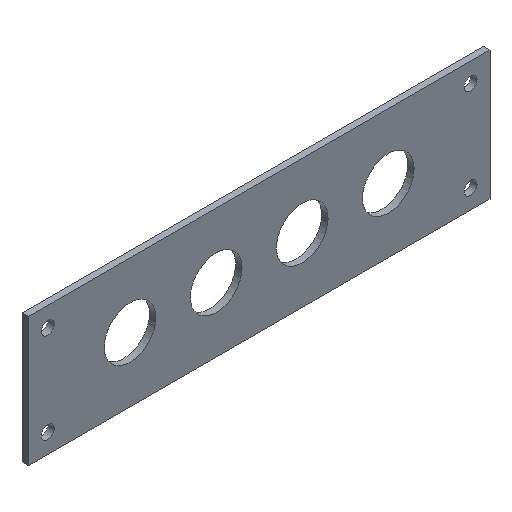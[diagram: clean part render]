
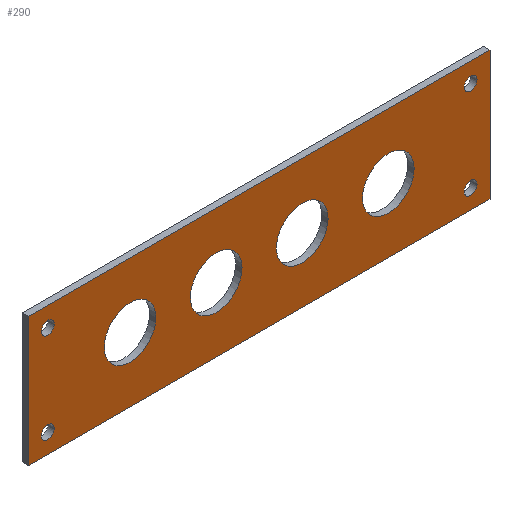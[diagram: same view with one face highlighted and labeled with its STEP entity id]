
A CAD part, isometric view. The second image highlights one B-rep face of the part: STEP entity #290.
In plain terms, the highlighted planar face has unit normal (0, -1, 0).
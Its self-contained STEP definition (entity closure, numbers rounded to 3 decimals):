
#23=FACE_BOUND('',#73,.T.);
#24=FACE_BOUND('',#74,.T.);
#25=FACE_BOUND('',#75,.T.);
#26=FACE_BOUND('',#76,.T.);
#27=FACE_BOUND('',#77,.T.);
#28=FACE_BOUND('',#78,.T.);
#29=FACE_BOUND('',#79,.T.);
#30=FACE_BOUND('',#80,.T.);
#36=PLANE('',#334);
#50=FACE_OUTER_BOUND('',#72,.T.);
#72=EDGE_LOOP('',(#257,#258,#259,#260));
#73=EDGE_LOOP('',(#261));
#74=EDGE_LOOP('',(#262));
#75=EDGE_LOOP('',(#263));
#76=EDGE_LOOP('',(#264));
#77=EDGE_LOOP('',(#265));
#78=EDGE_LOOP('',(#266));
#79=EDGE_LOOP('',(#267));
#80=EDGE_LOOP('',(#268));
#89=LINE('',#469,#109);
#93=LINE('',#477,#113);
#96=LINE('',#483,#116);
#99=LINE('',#488,#119);
#109=VECTOR('',#395,10.);
#113=VECTOR('',#401,10.);
#116=VECTOR('',#406,10.);
#119=VECTOR('',#411,10.);
#122=CIRCLE('',#307,2.);
#124=CIRCLE('',#310,2.);
#126=CIRCLE('',#313,2.);
#128=CIRCLE('',#316,8.);
#130=CIRCLE('',#319,8.);
#132=CIRCLE('',#322,2.);
#134=CIRCLE('',#325,8.);
#136=CIRCLE('',#328,8.);
#138=VERTEX_POINT('',#421);
#140=VERTEX_POINT('',#427);
#142=VERTEX_POINT('',#433);
#144=VERTEX_POINT('',#439);
#146=VERTEX_POINT('',#445);
#148=VERTEX_POINT('',#451);
#150=VERTEX_POINT('',#457);
#152=VERTEX_POINT('',#463);
#153=VERTEX_POINT('',#467);
#154=VERTEX_POINT('',#468);
#157=VERTEX_POINT('',#476);
#159=VERTEX_POINT('',#482);
#163=EDGE_CURVE('',#138,#138,#122,.T.);
#166=EDGE_CURVE('',#140,#140,#124,.T.);
#169=EDGE_CURVE('',#142,#142,#126,.T.);
#172=EDGE_CURVE('',#144,#144,#128,.T.);
#175=EDGE_CURVE('',#146,#146,#130,.T.);
#178=EDGE_CURVE('',#148,#148,#132,.T.);
#181=EDGE_CURVE('',#150,#150,#134,.T.);
#184=EDGE_CURVE('',#152,#152,#136,.T.);
#185=EDGE_CURVE('',#153,#154,#89,.T.);
#189=EDGE_CURVE('',#154,#157,#93,.T.);
#192=EDGE_CURVE('',#157,#159,#96,.T.);
#195=EDGE_CURVE('',#159,#153,#99,.T.);
#257=ORIENTED_EDGE('',*,*,#195,.T.);
#258=ORIENTED_EDGE('',*,*,#185,.T.);
#259=ORIENTED_EDGE('',*,*,#189,.T.);
#260=ORIENTED_EDGE('',*,*,#192,.T.);
#261=ORIENTED_EDGE('',*,*,#184,.F.);
#262=ORIENTED_EDGE('',*,*,#181,.F.);
#263=ORIENTED_EDGE('',*,*,#178,.F.);
#264=ORIENTED_EDGE('',*,*,#175,.F.);
#265=ORIENTED_EDGE('',*,*,#172,.F.);
#266=ORIENTED_EDGE('',*,*,#169,.F.);
#267=ORIENTED_EDGE('',*,*,#166,.F.);
#268=ORIENTED_EDGE('',*,*,#163,.F.);
#290=ADVANCED_FACE('',(#50,#23,#24,#25,#26,#27,#28,#29,#30),#36,.F.);
#307=AXIS2_PLACEMENT_3D('',#423,#342,#343);
#310=AXIS2_PLACEMENT_3D('',#429,#349,#350);
#313=AXIS2_PLACEMENT_3D('',#435,#356,#357);
#316=AXIS2_PLACEMENT_3D('',#441,#363,#364);
#319=AXIS2_PLACEMENT_3D('',#447,#370,#371);
#322=AXIS2_PLACEMENT_3D('',#453,#377,#378);
#325=AXIS2_PLACEMENT_3D('',#459,#384,#385);
#328=AXIS2_PLACEMENT_3D('',#465,#391,#392);
#334=AXIS2_PLACEMENT_3D('',#491,#415,#416);
#342=DIRECTION('center_axis',(0.,-1.,0.));
#343=DIRECTION('ref_axis',(1.,0.,0.));
#349=DIRECTION('center_axis',(0.,-1.,0.));
#350=DIRECTION('ref_axis',(1.,0.,0.));
#356=DIRECTION('center_axis',(0.,-1.,0.));
#357=DIRECTION('ref_axis',(1.,0.,0.));
#363=DIRECTION('center_axis',(0.,-1.,0.));
#364=DIRECTION('ref_axis',(1.,0.,0.));
#370=DIRECTION('center_axis',(0.,-1.,0.));
#371=DIRECTION('ref_axis',(1.,0.,0.));
#377=DIRECTION('center_axis',(0.,-1.,0.));
#378=DIRECTION('ref_axis',(1.,0.,0.));
#384=DIRECTION('center_axis',(0.,-1.,0.));
#385=DIRECTION('ref_axis',(1.,0.,0.));
#391=DIRECTION('center_axis',(0.,-1.,0.));
#392=DIRECTION('ref_axis',(1.,0.,0.));
#395=DIRECTION('',(0.,0.,-1.));
#401=DIRECTION('',(1.,0.,0.));
#406=DIRECTION('',(0.,0.,1.));
#411=DIRECTION('',(-1.,0.,0.));
#415=DIRECTION('center_axis',(0.,1.,0.));
#416=DIRECTION('ref_axis',(1.,0.,0.));
#421=CARTESIAN_POINT('',(-67.5,0.,34.));
#423=CARTESIAN_POINT('Origin',(-65.5,0.,34.));
#427=CARTESIAN_POINT('',(63.5,0.,34.));
#429=CARTESIAN_POINT('Origin',(65.5,0.,34.));
#433=CARTESIAN_POINT('',(63.5,0.,6.));
#435=CARTESIAN_POINT('Origin',(65.5,0.,6.));
#439=CARTESIAN_POINT('',(32.,0.,20.));
#441=CARTESIAN_POINT('Origin',(40.,0.,20.));
#445=CARTESIAN_POINT('',(5.333,0.,20.));
#447=CARTESIAN_POINT('Origin',(13.333,0.,20.));
#451=CARTESIAN_POINT('',(-67.5,0.,6.));
#453=CARTESIAN_POINT('Origin',(-65.5,0.,6.));
#457=CARTESIAN_POINT('',(-48.,0.,20.));
#459=CARTESIAN_POINT('Origin',(-40.,0.,20.));
#463=CARTESIAN_POINT('',(-21.333,0.,20.));
#465=CARTESIAN_POINT('Origin',(-13.333,0.,20.));
#467=CARTESIAN_POINT('',(-71.5,0.,40.));
#468=CARTESIAN_POINT('',(-71.5,0.,0.));
#469=CARTESIAN_POINT('',(-71.5,0.,40.));
#476=CARTESIAN_POINT('',(71.5,0.,0.));
#477=CARTESIAN_POINT('',(-71.5,0.,0.));
#482=CARTESIAN_POINT('',(71.5,0.,40.));
#483=CARTESIAN_POINT('',(71.5,0.,0.));
#488=CARTESIAN_POINT('',(71.5,0.,40.));
#491=CARTESIAN_POINT('Origin',(0.,0.,20.));
